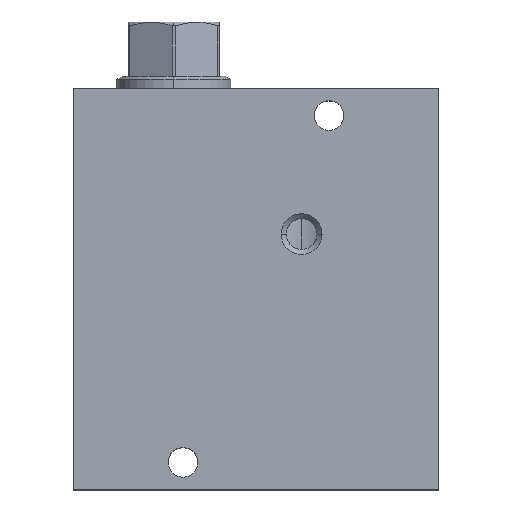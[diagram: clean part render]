
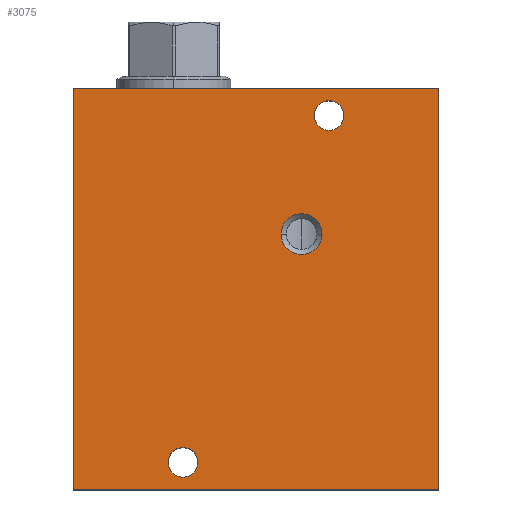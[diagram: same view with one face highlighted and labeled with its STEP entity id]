
A CAD part, top view. The second image highlights one B-rep face of the part: STEP entity #3075.
In plain terms, the highlighted planar face has unit normal (0, 0, 1).
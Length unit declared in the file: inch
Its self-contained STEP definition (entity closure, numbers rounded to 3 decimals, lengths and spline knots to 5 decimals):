
#1089=DIRECTION('',(0.,-1.,0.));
#1090=VECTOR('',#1089,5.5);
#1091=CARTESIAN_POINT('',(0.,0.,2.5));
#1092=LINE('',#1091,#1090);
#1093=DIRECTION('',(-1.,0.,0.));
#1094=VECTOR('',#1093,5.);
#1095=CARTESIAN_POINT('',(5.,0.,2.5));
#1096=LINE('',#1095,#1094);
#1097=DIRECTION('',(0.,1.,0.));
#1098=VECTOR('',#1097,5.5);
#1099=CARTESIAN_POINT('',(5.,-5.5,2.5));
#1100=LINE('',#1099,#1098);
#1101=DIRECTION('',(1.,0.,0.));
#1102=VECTOR('',#1101,5.);
#1103=CARTESIAN_POINT('',(0.,-5.5,2.5));
#1104=LINE('',#1103,#1102);
#1105=CARTESIAN_POINT('',(1.5,-5.125,2.5));
#1106=DIRECTION('',(0.,0.,1.));
#1107=DIRECTION('',(0.,1.,0.));
#1108=AXIS2_PLACEMENT_3D('',#1105,#1106,#1107);
#1110=CARTESIAN_POINT('',(1.5,-5.125,2.5));
#1111=DIRECTION('',(0.,0.,1.));
#1112=DIRECTION('',(0.,-1.,0.));
#1113=AXIS2_PLACEMENT_3D('',#1110,#1111,#1112);
#1115=CARTESIAN_POINT('',(3.5,-0.375,2.5));
#1116=DIRECTION('',(0.,0.,1.));
#1117=DIRECTION('',(0.,1.,0.));
#1118=AXIS2_PLACEMENT_3D('',#1115,#1116,#1117);
#1120=CARTESIAN_POINT('',(3.5,-0.375,2.5));
#1121=DIRECTION('',(0.,0.,1.));
#1122=DIRECTION('',(0.,-1.,0.));
#1123=AXIS2_PLACEMENT_3D('',#1120,#1121,#1122);
#1125=CARTESIAN_POINT('',(3.125,-2.,2.5));
#1126=DIRECTION('',(0.,0.,-1.));
#1127=DIRECTION('',(-1.,0.,0.));
#1128=AXIS2_PLACEMENT_3D('',#1125,#1126,#1127);
#1130=CARTESIAN_POINT('',(3.125,-2.,2.5));
#1131=DIRECTION('',(0.,0.,-1.));
#1132=DIRECTION('',(1.,0.,0.));
#1133=AXIS2_PLACEMENT_3D('',#1130,#1131,#1132);
#1781=CARTESIAN_POINT('',(0.,0.,2.5));
#1782=CARTESIAN_POINT('',(0.,-5.5,2.5));
#1783=VERTEX_POINT('',#1781);
#1784=VERTEX_POINT('',#1782);
#1785=CARTESIAN_POINT('',(5.,-5.5,2.5));
#1786=VERTEX_POINT('',#1785);
#1787=CARTESIAN_POINT('',(5.,0.,2.5));
#1788=VERTEX_POINT('',#1787);
#1793=CARTESIAN_POINT('',(1.5,-4.922,2.5));
#1794=CARTESIAN_POINT('',(1.5,-5.328,2.5));
#1795=VERTEX_POINT('',#1793);
#1796=VERTEX_POINT('',#1794);
#1801=CARTESIAN_POINT('',(3.5,-0.172,2.5));
#1802=CARTESIAN_POINT('',(3.5,-0.578,2.5));
#1803=VERTEX_POINT('',#1801);
#1804=VERTEX_POINT('',#1802);
#1969=CARTESIAN_POINT('',(2.845,-2.,2.5));
#1970=CARTESIAN_POINT('',(3.405,-2.,2.5));
#1971=VERTEX_POINT('',#1969);
#1972=VERTEX_POINT('',#1970);
#3046=CARTESIAN_POINT('',(0.,0.,2.5));
#3047=DIRECTION('',(0.,0.,1.));
#3048=DIRECTION('',(1.,0.,0.));
#3049=AXIS2_PLACEMENT_3D('',#3046,#3047,#3048);
#3050=PLANE('',#3049);
#3051=ORIENTED_EDGE('',*,*,#2085,.F.);
#3052=ORIENTED_EDGE('',*,*,#2106,.F.);
#3053=ORIENTED_EDGE('',*,*,#2127,.F.);
#3054=ORIENTED_EDGE('',*,*,#2824,.F.);
#3055=EDGE_LOOP('',(#3051,#3052,#3053,#3054));
#3056=FACE_OUTER_BOUND('',#3055,.F.);
#3058=ORIENTED_EDGE('',*,*,#3057,.T.);
#3060=ORIENTED_EDGE('',*,*,#3059,.T.);
#3061=EDGE_LOOP('',(#3058,#3060));
#3062=FACE_BOUND('',#3061,.F.);
#3064=ORIENTED_EDGE('',*,*,#3063,.T.);
#3066=ORIENTED_EDGE('',*,*,#3065,.T.);
#3067=EDGE_LOOP('',(#3064,#3066));
#3068=FACE_BOUND('',#3067,.F.);
#3070=ORIENTED_EDGE('',*,*,#3069,.F.);
#3072=ORIENTED_EDGE('',*,*,#3071,.F.);
#3073=EDGE_LOOP('',(#3070,#3072));
#3074=FACE_BOUND('',#3073,.F.);
#3075=ADVANCED_FACE('',(#3056,#3062,#3068,#3074),#3050,.T.);
#1109=CIRCLE('',#1108,0.203);
#1114=CIRCLE('',#1113,0.203);
#1119=CIRCLE('',#1118,0.203);
#1124=CIRCLE('',#1123,0.203);
#1129=CIRCLE('',#1128,0.28);
#1134=CIRCLE('',#1133,0.28);
#2085=EDGE_CURVE('',#1783,#1784,#1092,.T.);
#2106=EDGE_CURVE('',#1788,#1783,#1096,.T.);
#2127=EDGE_CURVE('',#1786,#1788,#1100,.T.);
#2824=EDGE_CURVE('',#1784,#1786,#1104,.T.);
#3057=EDGE_CURVE('',#1795,#1796,#1109,.T.);
#3059=EDGE_CURVE('',#1796,#1795,#1114,.T.);
#3063=EDGE_CURVE('',#1803,#1804,#1119,.T.);
#3065=EDGE_CURVE('',#1804,#1803,#1124,.T.);
#3069=EDGE_CURVE('',#1971,#1972,#1129,.T.);
#3071=EDGE_CURVE('',#1972,#1971,#1134,.T.);
